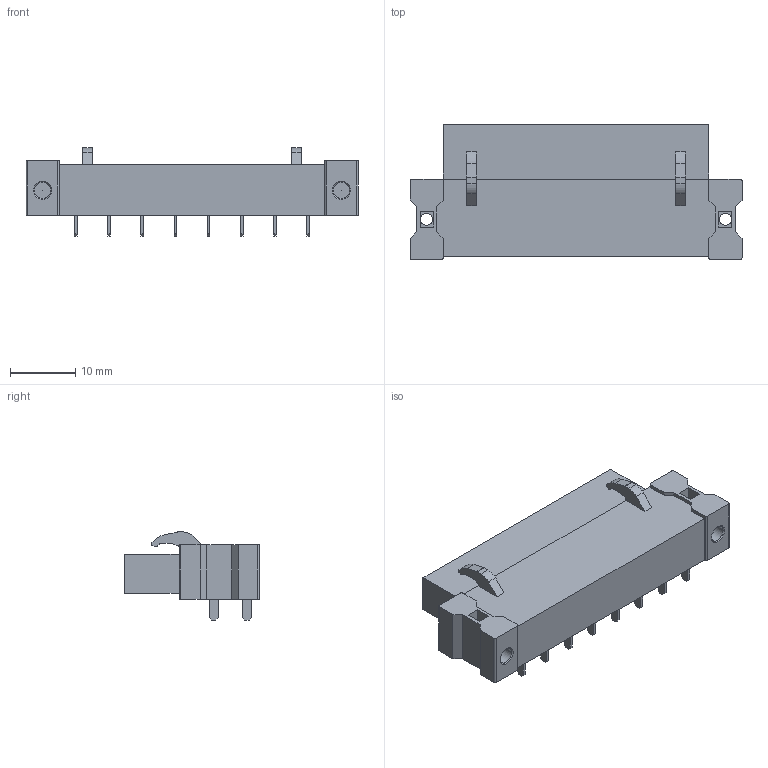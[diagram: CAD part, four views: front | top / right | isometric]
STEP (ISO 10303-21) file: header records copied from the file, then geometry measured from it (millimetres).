
FILE_DESCRIPTION(('CATIA V5 STEP','CAx-IF Rec.Pracs.--- Model Styling and Organization---1.2---2011-12-15'),'2;1');
FILE_NAME ('D1457321_0_1843810000_1843810000.stp','2018-09-01T03:05:12+00:00',('none'),('Weidmueller'),'CATIA Version 5-6 Release 2014','CATIA V5 STEP AP214','none');
FILE_SCHEMA(('AUTOMOTIVE_DESIGN { 1 0 10303 214 1 1 1 1 }'));
Length unit declared in the file: millimetre
Products named in the file (1): 1843810000
Bounding box: 50.8 x 20.65 x 13.48 mm (x, y, z)
Volume: 6547.8 mm3; surface area: 3669.2 mm2
Topology: 17 solids, 17 shells, 364 faces, 878 edges, 582 vertices
Faces by surface type: plane 298, cylinder 42, cone 24
Entity records: 9614 total; most frequent: ORIENTED_EDGE 1756, CARTESIAN_POINT 1668, DIRECTION 1292, EDGE_CURVE 878, VECTOR 754, LINE 754, VERTEX_POINT 582, EDGE_LOOP 410
